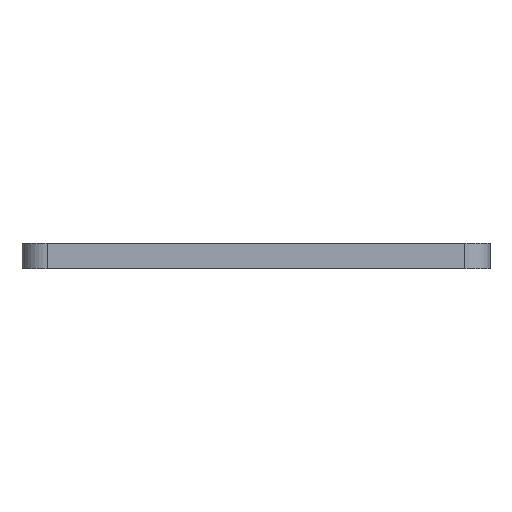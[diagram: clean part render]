
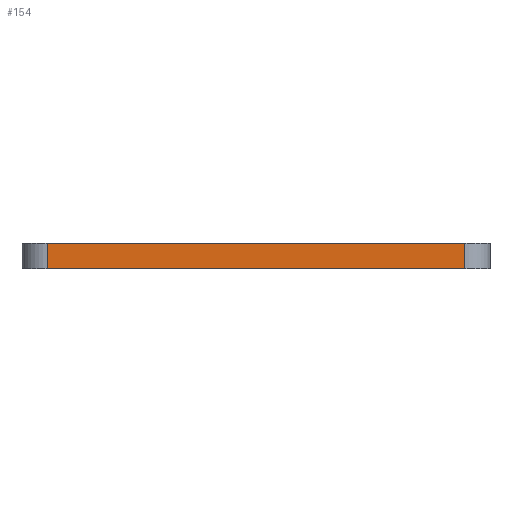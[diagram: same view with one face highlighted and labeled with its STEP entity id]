
A CAD part, front view. The second image highlights one B-rep face of the part: STEP entity #154.
In plain terms, the highlighted planar face has unit normal (0, -1, 0).
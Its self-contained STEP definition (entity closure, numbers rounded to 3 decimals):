
#154=ADVANCED_FACE('',(#1463),#1465,.T.);
#1463=FACE_BOUND('',#1464,.T.);
#1464=EDGE_LOOP('',(#1931,#1932,#1933,#1934));
#1465=PLANE('',#1466);
#1466=AXIS2_PLACEMENT_3D('',#1467,#1468,#1469);
#1467=CARTESIAN_POINT('',(-26.208,-37.924,0.));
#1468=DIRECTION('',(0.,-1.,0.));
#1469=DIRECTION('',(1.,0.,0.));
#1931=ORIENTED_EDGE('',*,*,#1963,.T.);
#1932=ORIENTED_EDGE('',*,*,#2177,.T.);
#1933=ORIENTED_EDGE('',*,*,#2077,.F.);
#1934=ORIENTED_EDGE('',*,*,#2178,.F.);
#1963=EDGE_CURVE('',#2185,#2186,#2187,.T.);
#2077=EDGE_CURVE('',#2412,#2399,#2414,.T.);
#2177=EDGE_CURVE('',#2186,#2399,#2613,.T.);
#2178=EDGE_CURVE('',#2185,#2412,#2614,.T.);
#2185=VERTEX_POINT('',#2621);
#2186=VERTEX_POINT('',#2622);
#2187=LINE('',#2623,#2624);
#2399=VERTEX_POINT('',#3152);
#2412=VERTEX_POINT('',#3180);
#2414=LINE('',#3185,#3186);
#2613=LINE('',#3683,#3684);
#2614=LINE('',#3686,#3687);
#2621=CARTESIAN_POINT('',(-26.208,-37.924,0.));
#2622=CARTESIAN_POINT('',(23.704,-37.924,0.));
#2623=CARTESIAN_POINT('',(-26.208,-37.924,0.));
#2624=VECTOR('',#2625,1.);
#2625=DIRECTION('',(1.,0.,0.));
#3152=CARTESIAN_POINT('',(23.704,-37.924,3.));
#3180=CARTESIAN_POINT('',(-26.208,-37.924,3.));
#3185=CARTESIAN_POINT('',(-26.208,-37.924,3.));
#3186=VECTOR('',#3187,1.);
#3187=DIRECTION('',(1.,0.,0.));
#3683=CARTESIAN_POINT('',(23.704,-37.924,0.));
#3684=VECTOR('',#3685,1.);
#3685=DIRECTION('',(0.,0.,1.));
#3686=CARTESIAN_POINT('',(-26.208,-37.924,0.));
#3687=VECTOR('',#3688,1.);
#3688=DIRECTION('',(0.,0.,1.));
